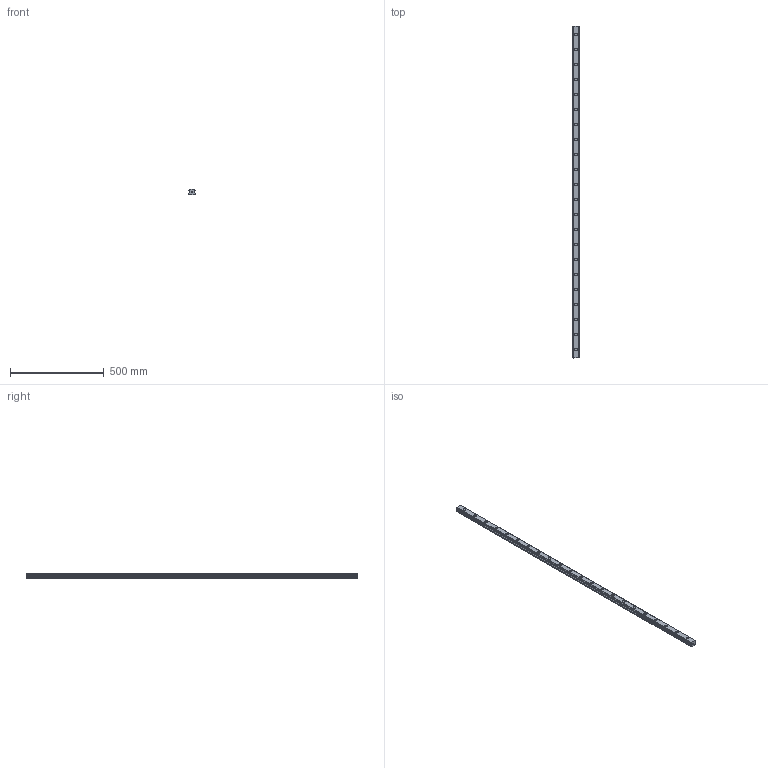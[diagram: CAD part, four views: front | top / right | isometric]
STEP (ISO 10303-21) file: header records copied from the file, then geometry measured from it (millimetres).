
FILE_DESCRIPTION(('STEP AP214'),'1');
FILE_NAME('cctmp_781B5E09-D722-4EAD-BC96-BD58297E78C9_2021_02_17_13_00_57_0299..stp','2021-02-17T12:00:57',('HIWIN GmbH'),('CADClick - www.CADClick.com'),'Spatial InterOp 3D',' ','unknown authorization');
FILE_SCHEMA(('AUTOMOTIVE_DESIGN'));
Length unit declared in the file: millimetre
Products named in the file (1): EGR35R1770C_FILE
Bounding box: 34 x 1770 x 27.5 mm (x, y, z)
Volume: 1394062.3 mm3; surface area: 248579.2 mm2
Topology: 1 solids, 1 shells, 305 faces, 699 edges, 466 vertices
Faces by surface type: plane 155, cylinder 150
Entity records: 11177 total; most frequent: DIRECTION 1611, CARTESIAN_POINT 1471, ORIENTED_EDGE 1398, EDGE_CURVE 699, AXIS2_PLACEMENT_3D 606, VERTEX_POINT 466, LINE 399, VECTOR 399
